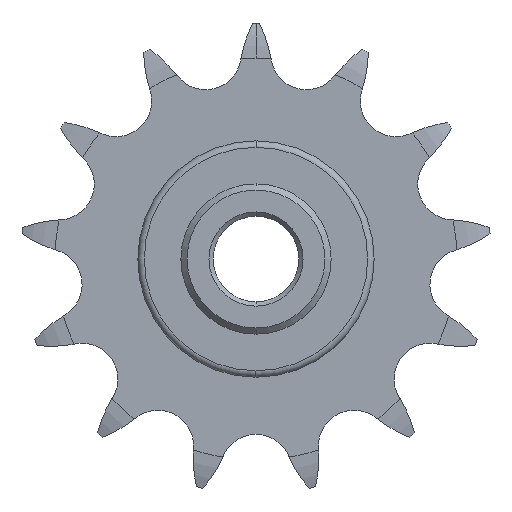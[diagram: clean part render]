
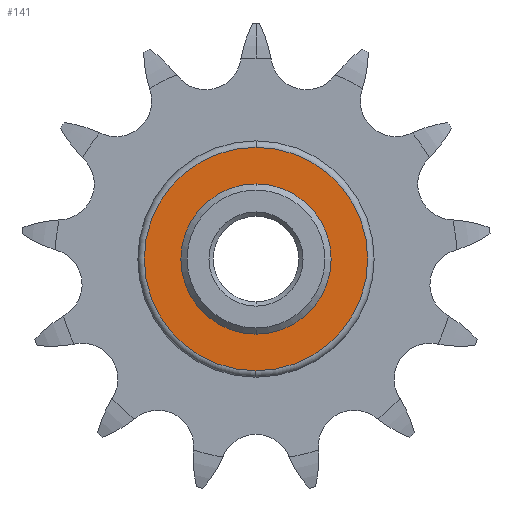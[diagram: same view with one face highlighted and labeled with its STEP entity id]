
A CAD part, left-side view. The second image highlights one B-rep face of the part: STEP entity #141.
In plain terms, the highlighted planar face has unit normal (-1, 0, 0).
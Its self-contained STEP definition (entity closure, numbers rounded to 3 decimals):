
#52=CARTESIAN_POINT('POINT5',(3.023,0.,-14.223));
#53=VERTEX_POINT('VERTEX5',#52);
#60=CARTESIAN_POINT('POINT6',(3.023,0.,
   14.223));
#61=VERTEX_POINT('VERTEX6',#60);
#62=CARTESIAN_POINT('POS7',(3.023,0.,0.
   ));
#63=DIRECTION('DIR10',(1.,0.,0.));
#64=DIRECTION('DIR11',(0.,0.,-1.));
#65=AXIS2_PLACEMENT_3D('AXIS4',#62,#63,#64);
#66=CIRCLE('ELLIPSE3',#65,14.223);
#67=EDGE_CURVE('EDGE8',#61,#53,#66,.T.);
#87=EDGE_CURVE('EDGE10',#53,#61,#66,.T.);
#117=ORIENTED_EDGE('COEDGE21',*,*,#87,.T.);
#118=ORIENTED_EDGE('COEDGE22',*,*,#67,.T.);
#119=EDGE_LOOP('NONE',(#117,#118));
#120=FACE_BOUND('LOOP1',#119,.T.);
#121=CARTESIAN_POINT('POINT9',(3.023,0.,
   -21.16));
#122=VERTEX_POINT('VERTEX9',#121);
#123=CARTESIAN_POINT('POINT10',(3.023,0.,
   21.16));
#124=VERTEX_POINT('VERTEX10',#123);
#125=CARTESIAN_POINT('POS12',(3.023,0.,
   0.));
#126=DIRECTION('DIR19',(-1.,0.,0.));
#127=DIRECTION('DIR20',(0.,0.,
   -1.));
#128=AXIS2_PLACEMENT_3D('AXIS8',#125,#126,#127);
#129=CIRCLE('ELLIPSE5',#128,21.16);
#130=EDGE_CURVE('EDGE13',#122,#124,#129,.T.);
#131=ORIENTED_EDGE('COEDGE23',*,*,#130,.T.);
#132=EDGE_CURVE('EDGE14',#124,#122,#129,.T.);
#133=ORIENTED_EDGE('COEDGE24',*,*,#132,.T.);
#134=EDGE_LOOP('NONE',(#131,#133));
#135=FACE_BOUND('LOOP1',#134,.T.);
#136=CARTESIAN_POINT('POS13',(3.023,0.,
   -10.58));
#137=DIRECTION('DIR21',(-1.,0.,0.));
#138=DIRECTION('DIR22',(0.,1.,0.));
#139=AXIS2_PLACEMENT_3D('AXIS9',#136,#137,#138);
#140=PLANE('PLANE2',#139);
#141=ADVANCED_FACE('FACE6',(#120,#135),#140,.T.);
